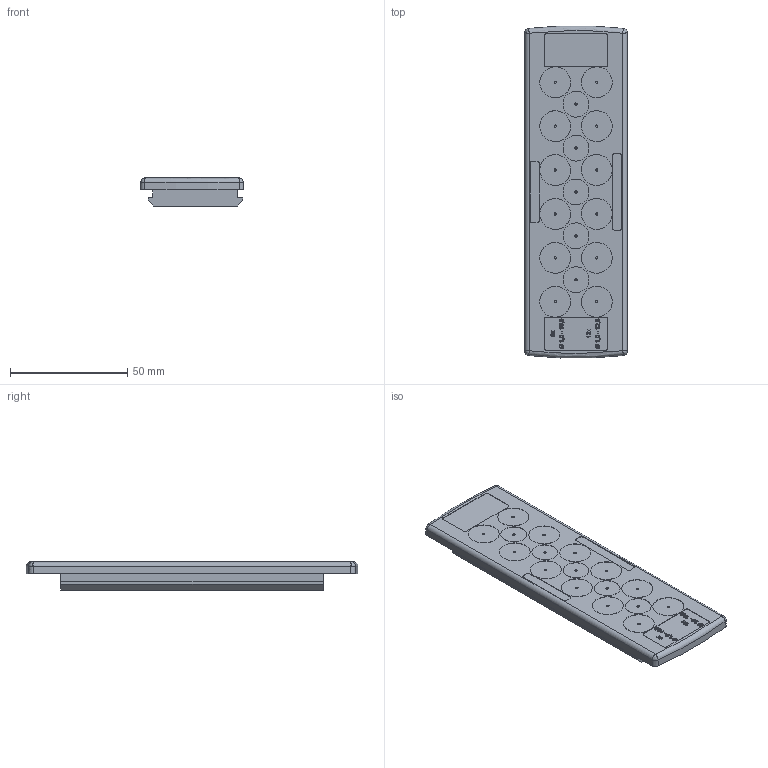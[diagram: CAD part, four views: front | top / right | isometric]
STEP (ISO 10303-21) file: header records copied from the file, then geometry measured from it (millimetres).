
FILE_DESCRIPTION(('CATIA V5 STEP Exchange','CAx-IF Rec.Pracs.--- Model Styling and Organization---1.5--- 2016-08-15','CAx-IF Rec.Pracs.---Supplemental Geometry---1.0---2011-11-01','CAx-IF Rec.Pracs.--- Composite Materials ---1.1---2010-07-15'),'2;1');
FILE_NAME ('1241166-5_3', '2024-07-30T08:23:59+00:00', ('none'), ('Weidmueller'), 'CATIA Version 5-6 Release 2022 SP4 HF5', 'CATIA V5 STEP AP214 v3', 'none');
FILE_SCHEMA(('AUTOMOTIVE_DESIGN { 1 0 10303 214 1 1 1 1 }'));
Length unit declared in the file: millimetre
Products named in the file (1): CABTITE EP B 24/17 GY
Bounding box: 43.97 x 141.72 x 12 mm (x, y, z)
Volume: 43403.4 mm3; surface area: 22349.2 mm2
Topology: 1 solids, 1 shells, 553 faces, 1384 edges, 916 vertices
Faces by surface type: plane 235, bspline 190, extrusion 84, cylinder 36, cone 6, torus 2
Entity records: 29087 total; most frequent: CARTESIAN_POINT 17897, ORIENTED_EDGE 2760, EDGE_CURVE 1380, DIRECTION 987, VERTEX_POINT 916, B_SPLINE_CURVE_WITH_KNOTS 859, VECTOR 649, EDGE_LOOP 640
